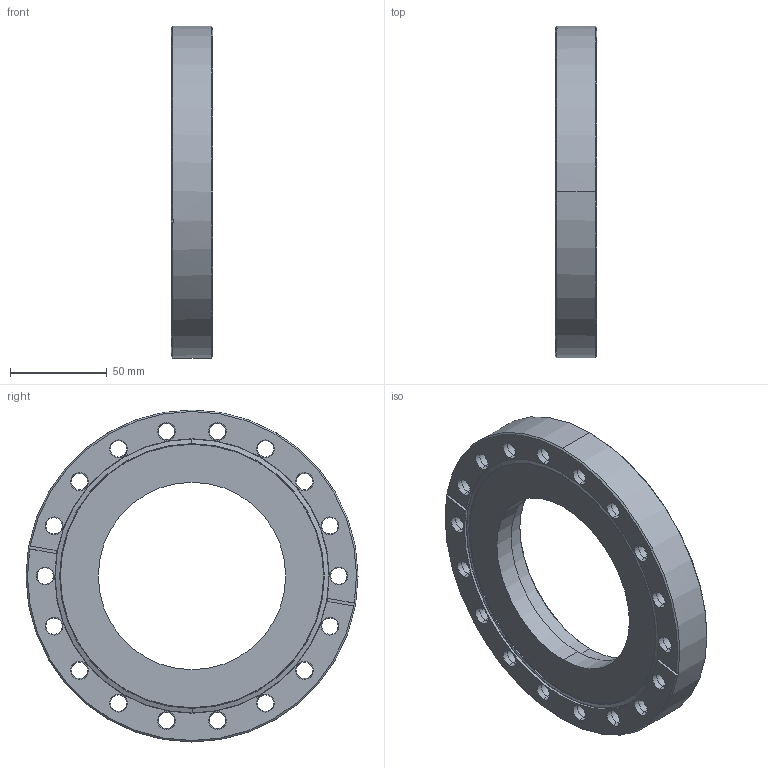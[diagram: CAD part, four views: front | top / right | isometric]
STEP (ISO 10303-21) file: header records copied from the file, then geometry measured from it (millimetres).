
FILE_DESCRIPTION (( 'STEP AP214' ), '1' );
FILE_NAME ('110028.STEP', '2024-02-16T13:38:43', ( '' ), ( '' ), 'SwSTEP 2.0', 'SolidWorks 2022', '' );
FILE_SCHEMA (( 'AUTOMOTIVE_DESIGN' ));
Length unit declared in the file: inch
Products named in the file (1): 110028
Bounding box: 21.34 x 171.45 x 171.45 mm (x, y, z)
Volume: 294853.7 mm3; surface area: 57483.9 mm2
Topology: 1 solids, 1 shells, 146 faces, 340 edges, 197 vertices
Faces by surface type: cone 83, cylinder 44, plane 11, torus 8
Entity records: 4267 total; most frequent: DIRECTION 825, CARTESIAN_POINT 696, ORIENTED_EDGE 680, AXIS2_PLACEMENT_3D 342, EDGE_CURVE 340, VERTEX_POINT 197, CIRCLE 195, EDGE_LOOP 185
